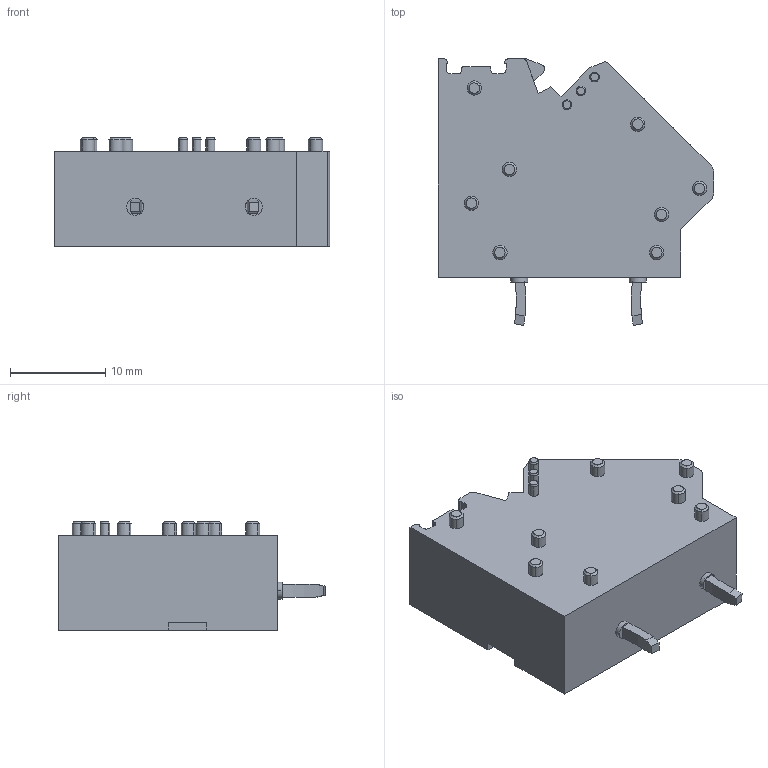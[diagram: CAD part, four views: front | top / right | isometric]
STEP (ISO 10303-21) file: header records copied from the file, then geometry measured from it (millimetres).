
FILE_DESCRIPTION(('SolidDesigner STEP Export'),'2;1');
FILE_NAME('zfkds_4-10.stp','2007-03-12T11:20:54',(''),(''),'OneSpace Designer STEP processor for AP214 (Solid Model)','OneSpace Designer 14.50 18-Oct-2006 (C) CoCreate Software GmbH','');
FILE_SCHEMA(('AUTOMOTIVE_DESIGN { 1 0 10303 214 1 1 1 1 }'));
Length unit declared in the file: millimetre
Products named in the file (2): zfkds_4-10
Assembly tree (1 placements, depth 2):
  zfkds_4-10
    zfkds_4-10
Bounding box: 29 x 28.05 x 11.4 mm (x, y, z)
Volume: 5215.5 mm3; surface area: 2562.4 mm2
Topology: 1 solids, 1 shells, 285 faces, 695 edges, 443 vertices
Faces by surface type: cylinder 123, plane 110, cone 44, torus 8
Entity records: 10369 total; most frequent: CARTESIAN_POINT 1923, ORIENTED_EDGE 1390, DIRECTION 1146, EDGE_CURVE 695, VERTEX_POINT 443, AXIS2_PLACEMENT_3D 398, VECTOR 350, LINE 350
